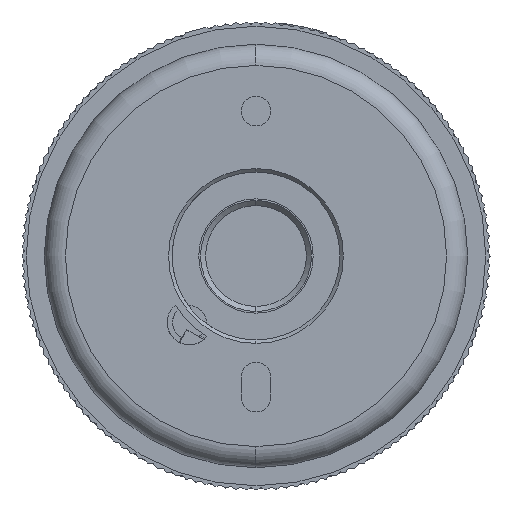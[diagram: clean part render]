
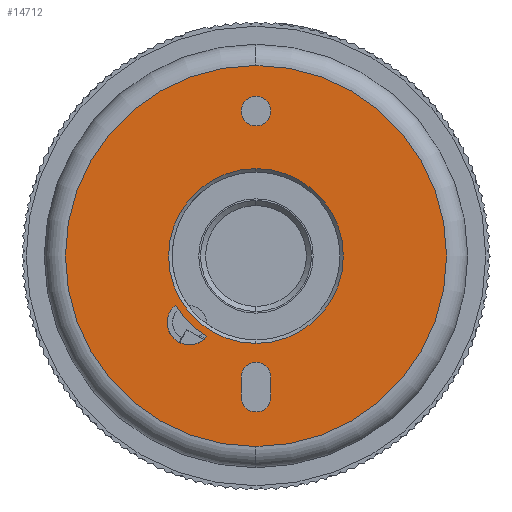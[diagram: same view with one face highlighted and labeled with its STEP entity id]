
A CAD part, front view. The second image highlights one B-rep face of the part: STEP entity #14712.
In plain terms, the highlighted face is planar.
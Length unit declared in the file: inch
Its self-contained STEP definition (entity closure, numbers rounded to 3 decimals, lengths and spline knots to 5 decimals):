
#330 = CIRCLE ( 'NONE', #71138, 0.0875 ) ;
#368 = CARTESIAN_POINT ( 'NONE',  ( 0., 1.421, -0.833 ) ) ;
#1399 = AXIS2_PLACEMENT_3D ( 'NONE', #37213, #89352, #44734 ) ;
#1771 = DIRECTION ( 'NONE',  ( 0., 0., -1. ) ) ;
#3239 = DIRECTION ( 'NONE',  ( 0., 1., 0. ) ) ;
#3254 = EDGE_LOOP ( 'NONE', ( #62777, #84474, #17637, #81410, #63409 ) ) ;
#4079 = CIRCLE ( 'NONE', #5362, 0.5155 ) ;
#5080 = VERTEX_POINT ( 'NONE', #89685 ) ;
#5362 = AXIS2_PLACEMENT_3D ( 'NONE', #63275, #18569, #70736 ) ;
#6199 = VERTEX_POINT ( 'NONE', #65548 ) ;
#6773 = EDGE_CURVE ( 'NONE', #5080, #43881, #59876, .T. ) ;
#7818 = DIRECTION ( 'NONE',  ( 0., 0., 1. ) ) ;
#8787 = CIRCLE ( 'NONE', #79876, 0.5555 ) ;
#10383 = AXIS2_PLACEMENT_3D ( 'NONE', #62695, #17985, #70134 ) ;
#10522 = VECTOR ( 'NONE', #95895, 39.37008 ) ;
#10657 = EDGE_LOOP ( 'NONE', ( #80256, #70329 ) ) ;
#11185 = VECTOR ( 'NONE', #1771, 39.37008 ) ;
#12045 = VERTEX_POINT ( 'NONE', #20505 ) ;
#12820 = CARTESIAN_POINT ( 'NONE',  ( 0., 1.421, -0.715 ) ) ;
#13248 = FACE_BOUND ( 'NONE', #64313, .T. ) ;
#14712 = ADVANCED_FACE ( 'NONE', ( #90161, #70331, #13248, #50565, #30665 ), #69407, .T. ) ;
#17637 = ORIENTED_EDGE ( 'NONE', *, *, #26536, .F. ) ;
#17685 = CARTESIAN_POINT ( 'NONE',  ( 0., 1.421, 0.5155 ) ) ;
#17927 = CARTESIAN_POINT ( 'NONE',  ( 0., 1.421, 0.7675 ) ) ;
#17985 = DIRECTION ( 'NONE',  ( 0., 1., 0. ) ) ;
#18113 = CARTESIAN_POINT ( 'NONE',  ( 0., 1.421, 0. ) ) ;
#18463 = DIRECTION ( 'NONE',  ( 0., 1., 0. ) ) ;
#18569 = DIRECTION ( 'NONE',  ( 0., -1., 0. ) ) ;
#19692 = EDGE_CURVE ( 'NONE', #67075, #70813, #73260, .T. ) ;
#19763 = EDGE_CURVE ( 'NONE', #70813, #67075, #28914, .T. ) ;
#20248 = DIRECTION ( 'NONE',  ( 0., 0., 1. ) ) ;
#20505 = CARTESIAN_POINT ( 'NONE',  ( 0., 1.421, -0.5155 ) ) ;
#21697 = DIRECTION ( 'NONE',  ( 0., 1., 0. ) ) ;
#21786 = DIRECTION ( 'NONE',  ( 0., 1., 0. ) ) ;
#21937 = DIRECTION ( 'NONE',  ( 0., 1., 0. ) ) ;
#25616 = DIRECTION ( 'NONE',  ( 0., 0., 1. ) ) ;
#25689 = VERTEX_POINT ( 'NONE', #17685 ) ;
#26536 = EDGE_CURVE ( 'NONE', #56168, #6199, #61378, .T. ) ;
#28914 = CIRCLE ( 'NONE', #66666, 1.1245 ) ;
#29698 = AXIS2_PLACEMENT_3D ( 'NONE', #368, #52490, #7818 ) ;
#30286 = LINE ( 'NONE', #73110, #10522 ) ;
#30665 = FACE_BOUND ( 'NONE', #95938, .T. ) ;
#36029 = AXIS2_PLACEMENT_3D ( 'NONE', #66621, #21937, #74095 ) ;
#37213 = CARTESIAN_POINT ( 'NONE',  ( 0., 1.421, 0. ) ) ;
#38425 = CARTESIAN_POINT ( 'NONE',  ( 0.0875, 1.421, -0.833 ) ) ;
#38571 = CARTESIAN_POINT ( 'NONE',  ( -0.0875, 1.421, -0.715 ) ) ;
#39760 = DIRECTION ( 'NONE',  ( 0., 1., 0. ) ) ;
#41265 = ORIENTED_EDGE ( 'NONE', *, *, #6773, .F. ) ;
#43881 = VERTEX_POINT ( 'NONE', #17927 ) ;
#43916 = EDGE_CURVE ( 'NONE', #12045, #25689, #4079, .T. ) ;
#44734 = DIRECTION ( 'NONE',  ( 0., 0., 1. ) ) ;
#45180 = EDGE_CURVE ( 'NONE', #43881, #5080, #82030, .T. ) ;
#46682 = ORIENTED_EDGE ( 'NONE', *, *, #67941, .F. ) ;
#46686 = EDGE_CURVE ( 'NONE', #61728, #59537, #330, .T. ) ;
#47212 = VERTEX_POINT ( 'NONE', #86614 ) ;
#47875 = CARTESIAN_POINT ( 'NONE',  ( 0., 1.421, 0. ) ) ;
#48439 = EDGE_CURVE ( 'NONE', #25689, #12045, #70950, .T. ) ;
#50565 = FACE_BOUND ( 'NONE', #3254, .T. ) ;
#50700 = EDGE_CURVE ( 'NONE', #81019, #56168, #70592, .T. ) ;
#51788 = CARTESIAN_POINT ( 'NONE',  ( 0., 1.421, 1.1245 ) ) ;
#52490 = DIRECTION ( 'NONE',  ( 0., 1., 0. ) ) ;
#55368 = DIRECTION ( 'NONE',  ( 0., 0., 1. ) ) ;
#56168 = VERTEX_POINT ( 'NONE', #38425 ) ;
#56685 = AXIS2_PLACEMENT_3D ( 'NONE', #47875, #3239, #55368 ) ;
#59537 = VERTEX_POINT ( 'NONE', #76463 ) ;
#59876 = CIRCLE ( 'NONE', #68771, 0.0875 ) ;
#61160 = CARTESIAN_POINT ( 'NONE',  ( 0.28946, 1.421, -0.47412 ) ) ;
#61332 = ORIENTED_EDGE ( 'NONE', *, *, #19763, .T. ) ;
#61378 = CIRCLE ( 'NONE', #29698, 0.0875 ) ;
#61728 = VERTEX_POINT ( 'NONE', #38571 ) ;
#61931 = CARTESIAN_POINT ( 'NONE',  ( 0., 1.421, 0. ) ) ;
#62695 = CARTESIAN_POINT ( 'NONE',  ( 0.3928, 1.421, -0.3928 ) ) ;
#62777 = ORIENTED_EDGE ( 'NONE', *, *, #46686, .F. ) ;
#62905 = CARTESIAN_POINT ( 'NONE',  ( 0., 1.421, -1.1245 ) ) ;
#63163 = CARTESIAN_POINT ( 'NONE',  ( 0., 1.421, 0. ) ) ;
#63275 = CARTESIAN_POINT ( 'NONE',  ( 0., 1.421, 0. ) ) ;
#63409 = ORIENTED_EDGE ( 'NONE', *, *, #72782, .F. ) ;
#64313 = EDGE_LOOP ( 'NONE', ( #70565, #46682 ) ) ;
#64807 = EDGE_CURVE ( 'NONE', #47212, #82573, #91016, .T. ) ;
#64952 = DIRECTION ( 'NONE',  ( 0., 1., 0. ) ) ;
#65548 = CARTESIAN_POINT ( 'NONE',  ( -0.0875, 1.421, -0.833 ) ) ;
#66374 = CARTESIAN_POINT ( 'NONE',  ( 0., 1.421, -0.715 ) ) ;
#66470 = CARTESIAN_POINT ( 'NONE',  ( 0., 1.421, 0.855 ) ) ;
#66621 = CARTESIAN_POINT ( 'NONE',  ( 0., 1.421, 0.855 ) ) ;
#66666 = AXIS2_PLACEMENT_3D ( 'NONE', #63163, #18463, #70633 ) ;
#67075 = VERTEX_POINT ( 'NONE', #62905 ) ;
#67941 = EDGE_CURVE ( 'NONE', #82573, #47212, #8787, .T. ) ;
#68730 = EDGE_LOOP ( 'NONE', ( #61332, #75839 ) ) ;
#68771 = AXIS2_PLACEMENT_3D ( 'NONE', #66470, #21786, #73933 ) ;
#69407 = PLANE ( 'NONE',  #72465 ) ;
#70134 = DIRECTION ( 'NONE',  ( 0., 0., 1. ) ) ;
#70268 = DIRECTION ( 'NONE',  ( 0., -1., 0. ) ) ;
#70329 = ORIENTED_EDGE ( 'NONE', *, *, #43916, .T. ) ;
#70331 = FACE_BOUND ( 'NONE', #10657, .T. ) ;
#70565 = ORIENTED_EDGE ( 'NONE', *, *, #64807, .F. ) ;
#70592 = LINE ( 'NONE', #83493, #11185 ) ;
#70633 = DIRECTION ( 'NONE',  ( 0., 0., 1. ) ) ;
#70736 = DIRECTION ( 'NONE',  ( 0., 0., 1. ) ) ;
#70813 = VERTEX_POINT ( 'NONE', #51788 ) ;
#70950 = CIRCLE ( 'NONE', #1399, 0.5155 ) ;
#71138 = AXIS2_PLACEMENT_3D ( 'NONE', #12820, #64952, #20248 ) ;
#72465 = AXIS2_PLACEMENT_3D ( 'NONE', #61931, #39760, #91878 ) ;
#72782 = EDGE_CURVE ( 'NONE', #59537, #81019, #83895, .T. ) ;
#73110 = CARTESIAN_POINT ( 'NONE',  ( -0.0875, 1.421, -0.715 ) ) ;
#73260 = CIRCLE ( 'NONE', #56685, 1.1245 ) ;
#73839 = DIRECTION ( 'NONE',  ( 0., 0., 1. ) ) ;
#73933 = DIRECTION ( 'NONE',  ( 0., 0., 1. ) ) ;
#74095 = DIRECTION ( 'NONE',  ( 0., 0., 1. ) ) ;
#75839 = ORIENTED_EDGE ( 'NONE', *, *, #19692, .T. ) ;
#76463 = CARTESIAN_POINT ( 'NONE',  ( 0., 1.421, -0.6275 ) ) ;
#79876 = AXIS2_PLACEMENT_3D ( 'NONE', #18113, #70268, #25616 ) ;
#80256 = ORIENTED_EDGE ( 'NONE', *, *, #48439, .T. ) ;
#81019 = VERTEX_POINT ( 'NONE', #94011 ) ;
#81410 = ORIENTED_EDGE ( 'NONE', *, *, #50700, .F. ) ;
#82030 = CIRCLE ( 'NONE', #36029, 0.0875 ) ;
#82573 = VERTEX_POINT ( 'NONE', #61160 ) ;
#83493 = CARTESIAN_POINT ( 'NONE',  ( 0.0875, 1.421, -0.715 ) ) ;
#83895 = CIRCLE ( 'NONE', #95888, 0.0875 ) ;
#84080 = ORIENTED_EDGE ( 'NONE', *, *, #45180, .F. ) ;
#84474 = ORIENTED_EDGE ( 'NONE', *, *, #89322, .F. ) ;
#86614 = CARTESIAN_POINT ( 'NONE',  ( 0.47412, 1.421, -0.28946 ) ) ;
#89322 = EDGE_CURVE ( 'NONE', #6199, #61728, #30286, .T. ) ;
#89352 = DIRECTION ( 'NONE',  ( 0., -1., 0. ) ) ;
#89685 = CARTESIAN_POINT ( 'NONE',  ( 0., 1.421, 0.9425 ) ) ;
#90161 = FACE_OUTER_BOUND ( 'NONE', #68730, .T. ) ;
#91016 = CIRCLE ( 'NONE', #10383, 0.1315 ) ;
#91878 = DIRECTION ( 'NONE',  ( 0., 0., 1. ) ) ;
#94011 = CARTESIAN_POINT ( 'NONE',  ( 0.0875, 1.421, -0.715 ) ) ;
#95888 = AXIS2_PLACEMENT_3D ( 'NONE', #66374, #21697, #73839 ) ;
#95895 = DIRECTION ( 'NONE',  ( 0., 0., 1. ) ) ;
#95938 = EDGE_LOOP ( 'NONE', ( #41265, #84080 ) ) ;
